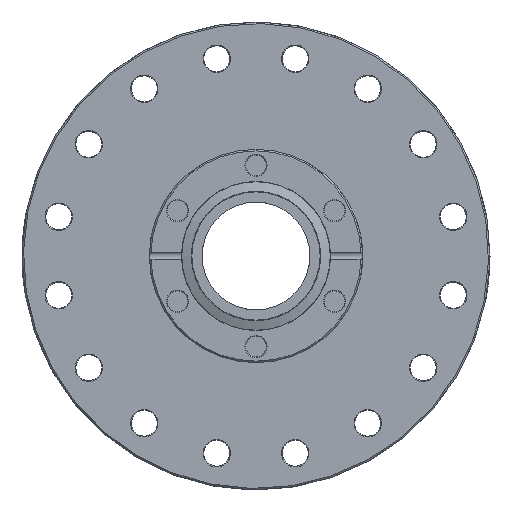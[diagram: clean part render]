
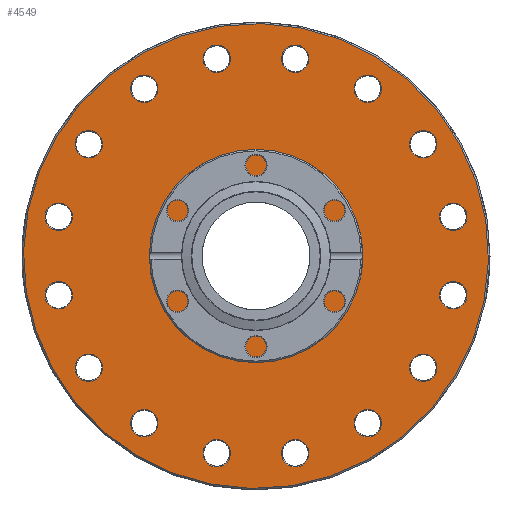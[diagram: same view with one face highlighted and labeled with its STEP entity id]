
A CAD part, front view. The second image highlights one B-rep face of the part: STEP entity #4549.
In plain terms, the highlighted planar face has unit normal (0, -1, 0).
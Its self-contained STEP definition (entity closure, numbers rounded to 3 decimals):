
#799=PLANE('',#4959);
#941=FACE_BOUND('',#1392,.T.);
#942=FACE_BOUND('',#1393,.T.);
#943=FACE_BOUND('',#1394,.T.);
#944=FACE_BOUND('',#1395,.T.);
#945=FACE_BOUND('',#1396,.T.);
#946=FACE_BOUND('',#1397,.T.);
#947=FACE_BOUND('',#1398,.T.);
#948=FACE_BOUND('',#1399,.T.);
#949=FACE_BOUND('',#1400,.T.);
#950=FACE_BOUND('',#1401,.T.);
#951=FACE_BOUND('',#1402,.T.);
#952=FACE_BOUND('',#1403,.T.);
#953=FACE_BOUND('',#1404,.T.);
#954=FACE_BOUND('',#1405,.T.);
#955=FACE_BOUND('',#1406,.T.);
#956=FACE_BOUND('',#1407,.T.);
#957=FACE_BOUND('',#1408,.T.);
#1098=FACE_OUTER_BOUND('',#1391,.T.);
#1391=EDGE_LOOP('',(#3190));
#1392=EDGE_LOOP('',(#3191));
#1393=EDGE_LOOP('',(#3192));
#1394=EDGE_LOOP('',(#3193));
#1395=EDGE_LOOP('',(#3194));
#1396=EDGE_LOOP('',(#3195));
#1397=EDGE_LOOP('',(#3196));
#1398=EDGE_LOOP('',(#3197));
#1399=EDGE_LOOP('',(#3198));
#1400=EDGE_LOOP('',(#3199));
#1401=EDGE_LOOP('',(#3200));
#1402=EDGE_LOOP('',(#3201));
#1403=EDGE_LOOP('',(#3202));
#1404=EDGE_LOOP('',(#3203));
#1405=EDGE_LOOP('',(#3204));
#1406=EDGE_LOOP('',(#3205));
#1407=EDGE_LOOP('',(#3206));
#1408=EDGE_LOOP('',(#3207));
#1836=CIRCLE('',#4955,19.05);
#1837=CIRCLE('',#4957,75.3);
#1839=CIRCLE('',#4960,4.45);
#1840=CIRCLE('',#4961,4.45);
#1841=CIRCLE('',#4962,4.45);
#1842=CIRCLE('',#4963,4.45);
#1843=CIRCLE('',#4964,4.45);
#1844=CIRCLE('',#4965,4.45);
#1845=CIRCLE('',#4966,4.45);
#1846=CIRCLE('',#4967,4.45);
#1847=CIRCLE('',#4968,4.45);
#1848=CIRCLE('',#4969,4.45);
#1849=CIRCLE('',#4970,4.45);
#1850=CIRCLE('',#4971,4.45);
#1851=CIRCLE('',#4972,4.45);
#1852=CIRCLE('',#4973,4.45);
#1853=CIRCLE('',#4974,4.45);
#1854=CIRCLE('',#4975,4.45);
#2059=VERTEX_POINT('',#6547);
#2060=VERTEX_POINT('',#6550);
#2062=VERTEX_POINT('',#6555);
#2063=VERTEX_POINT('',#6557);
#2064=VERTEX_POINT('',#6559);
#2065=VERTEX_POINT('',#6561);
#2066=VERTEX_POINT('',#6563);
#2067=VERTEX_POINT('',#6565);
#2068=VERTEX_POINT('',#6567);
#2069=VERTEX_POINT('',#6569);
#2070=VERTEX_POINT('',#6571);
#2071=VERTEX_POINT('',#6573);
#2072=VERTEX_POINT('',#6575);
#2073=VERTEX_POINT('',#6577);
#2074=VERTEX_POINT('',#6579);
#2075=VERTEX_POINT('',#6581);
#2076=VERTEX_POINT('',#6583);
#2077=VERTEX_POINT('',#6585);
#2534=EDGE_CURVE('',#2059,#2059,#1836,.T.);
#2535=EDGE_CURVE('',#2060,#2060,#1837,.T.);
#2537=EDGE_CURVE('',#2062,#2062,#1839,.T.);
#2538=EDGE_CURVE('',#2063,#2063,#1840,.T.);
#2539=EDGE_CURVE('',#2064,#2064,#1841,.T.);
#2540=EDGE_CURVE('',#2065,#2065,#1842,.T.);
#2541=EDGE_CURVE('',#2066,#2066,#1843,.T.);
#2542=EDGE_CURVE('',#2067,#2067,#1844,.T.);
#2543=EDGE_CURVE('',#2068,#2068,#1845,.T.);
#2544=EDGE_CURVE('',#2069,#2069,#1846,.T.);
#2545=EDGE_CURVE('',#2070,#2070,#1847,.T.);
#2546=EDGE_CURVE('',#2071,#2071,#1848,.T.);
#2547=EDGE_CURVE('',#2072,#2072,#1849,.T.);
#2548=EDGE_CURVE('',#2073,#2073,#1850,.T.);
#2549=EDGE_CURVE('',#2074,#2074,#1851,.T.);
#2550=EDGE_CURVE('',#2075,#2075,#1852,.T.);
#2551=EDGE_CURVE('',#2076,#2076,#1853,.T.);
#2552=EDGE_CURVE('',#2077,#2077,#1854,.T.);
#3190=ORIENTED_EDGE('',*,*,#2535,.F.);
#3191=ORIENTED_EDGE('',*,*,#2534,.T.);
#3192=ORIENTED_EDGE('',*,*,#2537,.F.);
#3193=ORIENTED_EDGE('',*,*,#2538,.F.);
#3194=ORIENTED_EDGE('',*,*,#2539,.F.);
#3195=ORIENTED_EDGE('',*,*,#2540,.F.);
#3196=ORIENTED_EDGE('',*,*,#2541,.F.);
#3197=ORIENTED_EDGE('',*,*,#2542,.F.);
#3198=ORIENTED_EDGE('',*,*,#2543,.F.);
#3199=ORIENTED_EDGE('',*,*,#2544,.F.);
#3200=ORIENTED_EDGE('',*,*,#2545,.F.);
#3201=ORIENTED_EDGE('',*,*,#2546,.F.);
#3202=ORIENTED_EDGE('',*,*,#2547,.F.);
#3203=ORIENTED_EDGE('',*,*,#2548,.F.);
#3204=ORIENTED_EDGE('',*,*,#2549,.F.);
#3205=ORIENTED_EDGE('',*,*,#2550,.F.);
#3206=ORIENTED_EDGE('',*,*,#2551,.F.);
#3207=ORIENTED_EDGE('',*,*,#2552,.F.);
#4549=ADVANCED_FACE('',(#1098,#941,#942,#943,#944,#945,#946,#947,#948,#949,
#950,#951,#952,#953,#954,#955,#956,#957),#799,.T.);
#4955=AXIS2_PLACEMENT_3D('',#6548,#5414,#5415);
#4957=AXIS2_PLACEMENT_3D('',#6551,#5418,#5419);
#4959=AXIS2_PLACEMENT_3D('',#6554,#5422,#5423);
#4960=AXIS2_PLACEMENT_3D('',#6556,#5424,#5425);
#4961=AXIS2_PLACEMENT_3D('',#6558,#5426,#5427);
#4962=AXIS2_PLACEMENT_3D('',#6560,#5428,#5429);
#4963=AXIS2_PLACEMENT_3D('',#6562,#5430,#5431);
#4964=AXIS2_PLACEMENT_3D('',#6564,#5432,#5433);
#4965=AXIS2_PLACEMENT_3D('',#6566,#5434,#5435);
#4966=AXIS2_PLACEMENT_3D('',#6568,#5436,#5437);
#4967=AXIS2_PLACEMENT_3D('',#6570,#5438,#5439);
#4968=AXIS2_PLACEMENT_3D('',#6572,#5440,#5441);
#4969=AXIS2_PLACEMENT_3D('',#6574,#5442,#5443);
#4970=AXIS2_PLACEMENT_3D('',#6576,#5444,#5445);
#4971=AXIS2_PLACEMENT_3D('',#6578,#5446,#5447);
#4972=AXIS2_PLACEMENT_3D('',#6580,#5448,#5449);
#4973=AXIS2_PLACEMENT_3D('',#6582,#5450,#5451);
#4974=AXIS2_PLACEMENT_3D('',#6584,#5452,#5453);
#4975=AXIS2_PLACEMENT_3D('',#6586,#5454,#5455);
#5414=DIRECTION('center_axis',(0.,1.,0.));
#5415=DIRECTION('ref_axis',(0.981,0.,0.195));
#5418=DIRECTION('center_axis',(0.,1.,0.));
#5419=DIRECTION('ref_axis',(1.,0.,0.));
#5422=DIRECTION('center_axis',(0.,-1.,0.));
#5423=DIRECTION('ref_axis',(0.,0.,-1.));
#5424=DIRECTION('center_axis',(0.,-1.,0.));
#5425=DIRECTION('ref_axis',(0.924,0.,0.383));
#5426=DIRECTION('center_axis',(0.,-1.,0.));
#5427=DIRECTION('ref_axis',(0.383,0.,0.924));
#5428=DIRECTION('center_axis',(0.,-1.,0.));
#5429=DIRECTION('ref_axis',(-0.383,0.,0.924));
#5430=DIRECTION('center_axis',(0.,-1.,0.));
#5431=DIRECTION('ref_axis',(-0.924,0.,0.383));
#5432=DIRECTION('center_axis',(0.,-1.,0.));
#5433=DIRECTION('ref_axis',(-0.924,0.,-0.383));
#5434=DIRECTION('center_axis',(0.,-1.,0.));
#5435=DIRECTION('ref_axis',(-0.383,0.,-0.924));
#5436=DIRECTION('center_axis',(0.,-1.,0.));
#5437=DIRECTION('ref_axis',(0.383,0.,-0.924));
#5438=DIRECTION('center_axis',(0.,-1.,0.));
#5439=DIRECTION('ref_axis',(0.924,0.,-0.383));
#5440=DIRECTION('center_axis',(0.,-1.,0.));
#5441=DIRECTION('ref_axis',(1.,0.,0.));
#5442=DIRECTION('center_axis',(0.,-1.,0.));
#5443=DIRECTION('ref_axis',(0.707,0.,-0.707));
#5444=DIRECTION('center_axis',(0.,-1.,0.));
#5445=DIRECTION('ref_axis',(0.,0.,-1.));
#5446=DIRECTION('center_axis',(0.,-1.,0.));
#5447=DIRECTION('ref_axis',(-0.707,0.,-0.707));
#5448=DIRECTION('center_axis',(0.,-1.,0.));
#5449=DIRECTION('ref_axis',(-1.,0.,0.));
#5450=DIRECTION('center_axis',(0.,-1.,0.));
#5451=DIRECTION('ref_axis',(-0.707,0.,0.707));
#5452=DIRECTION('center_axis',(0.,-1.,0.));
#5453=DIRECTION('ref_axis',(0.,0.,1.));
#5454=DIRECTION('center_axis',(0.,-1.,0.));
#5455=DIRECTION('ref_axis',(0.707,0.,0.707));
#6547=CARTESIAN_POINT('',(-18.684,0.,-3.716));
#6548=CARTESIAN_POINT('Origin',(0.,0.,0.));
#6550=CARTESIAN_POINT('',(-75.3,0.,0.));
#6551=CARTESIAN_POINT('Origin',(0.,0.,0.));
#6554=CARTESIAN_POINT('Origin',(-75.8,0.,0.));
#6555=CARTESIAN_POINT('',(20.821,0.,-61.894));
#6556=CARTESIAN_POINT('Origin',(24.932,0.,
-60.191));
#6557=CARTESIAN_POINT('',(58.488,0.,-29.043));
#6558=CARTESIAN_POINT('Origin',(60.191,0.,
-24.932));
#6559=CARTESIAN_POINT('',(61.894,0.,20.821));
#6560=CARTESIAN_POINT('Origin',(60.191,0.,
24.932));
#6561=CARTESIAN_POINT('',(29.043,0.,58.488));
#6562=CARTESIAN_POINT('Origin',(24.932,0.,
60.191));
#6563=CARTESIAN_POINT('',(-20.821,0.,61.894));
#6564=CARTESIAN_POINT('Origin',(-24.932,0.,
60.191));
#6565=CARTESIAN_POINT('',(-58.488,0.,29.043));
#6566=CARTESIAN_POINT('Origin',(-60.191,0.,
24.932));
#6567=CARTESIAN_POINT('',(-61.894,0.,-20.821));
#6568=CARTESIAN_POINT('Origin',(-60.191,0.,
-24.932));
#6569=CARTESIAN_POINT('',(-29.043,0.,-58.488));
#6570=CARTESIAN_POINT('Origin',(-24.932,0.,
-60.191));
#6571=CARTESIAN_POINT('',(-4.45,0.,-65.15));
#6572=CARTESIAN_POINT('Origin',(0.,0.,-65.15));
#6573=CARTESIAN_POINT('',(-49.215,0.,-42.921));
#6574=CARTESIAN_POINT('Origin',(-46.068,0.,
-46.068));
#6575=CARTESIAN_POINT('',(-65.15,0.,4.45));
#6576=CARTESIAN_POINT('Origin',(-65.15,0.,0.));
#6577=CARTESIAN_POINT('',(-42.921,0.,49.215));
#6578=CARTESIAN_POINT('Origin',(-46.068,0.,
46.068));
#6579=CARTESIAN_POINT('',(4.45,0.,65.15));
#6580=CARTESIAN_POINT('Origin',(0.,0.,
65.15));
#6581=CARTESIAN_POINT('',(49.215,0.,42.921));
#6582=CARTESIAN_POINT('Origin',(46.068,0.,
46.068));
#6583=CARTESIAN_POINT('',(65.15,0.,-4.45));
#6584=CARTESIAN_POINT('Origin',(65.15,0.,0.));
#6585=CARTESIAN_POINT('',(42.921,0.,-49.215));
#6586=CARTESIAN_POINT('Origin',(46.068,0.,
-46.068));
